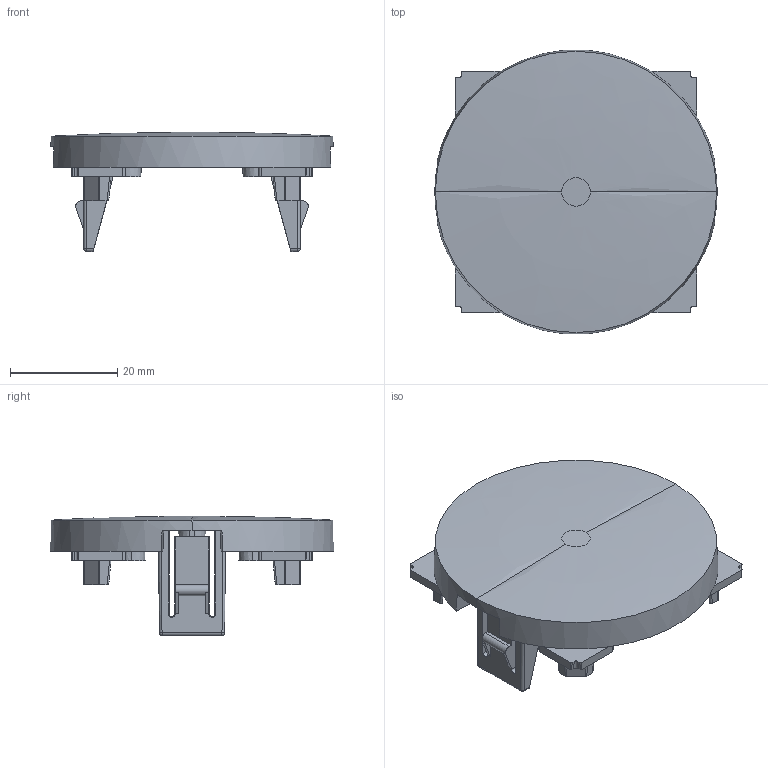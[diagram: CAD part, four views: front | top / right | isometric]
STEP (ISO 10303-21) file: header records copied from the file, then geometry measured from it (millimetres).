
FILE_DESCRIPTION(('CATIA V5 STEP Exchange','CAx-IF Rec.Pracs.--- Model Styling and Organization---1.5--- 2016-08-15','CAx-IF Rec.Pracs.---Supplemental Geometry---1.0---2011-11-01','CAx-IF Rec.Pracs.--- Composite Materials ---1.1---2010-07-15'),'2;1');
FILE_NAME('068143.stp','2023-10-31T13:45:02+00:00',('none'),('none'),'CATIA Version 5-6 Release 2020 SP3','CATIA V5 STEP AP214 v2','none');
FILE_SCHEMA(('AUTOMOTIVE_DESIGN { 1 0 10303 214 1 1 1 1 }'));
Length unit declared in the file: millimetre
Products named in the file (1): 0043_C36-A
Bounding box: 52.59 x 52.82 x 22.19 mm (x, y, z)
Volume: 6948.7 mm3; surface area: 8692.5 mm2
Topology: 1 solids, 1 shells, 277 faces, 805 edges, 528 vertices
Faces by surface type: plane 125, cone 54, bspline 38, cylinder 34, torus 16, revolution 6, sphere 4
Entity records: 11765 total; most frequent: CARTESIAN_POINT 5512, ORIENTED_EDGE 1590, EDGE_CURVE 795, DIRECTION 768, VERTEX_POINT 528, B_SPLINE_CURVE_WITH_KNOTS 379, AXIS2_PLACEMENT_3D 298, VECTOR 295
